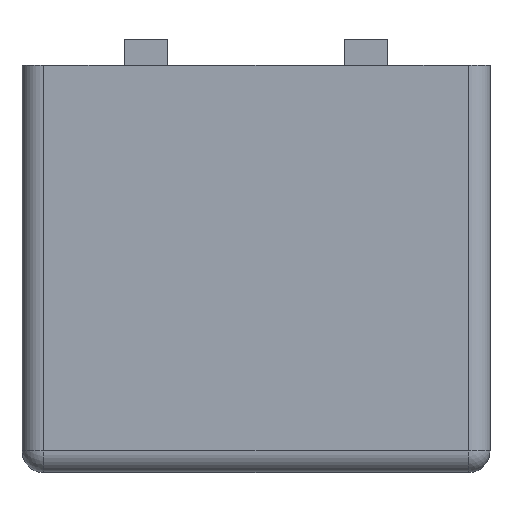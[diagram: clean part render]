
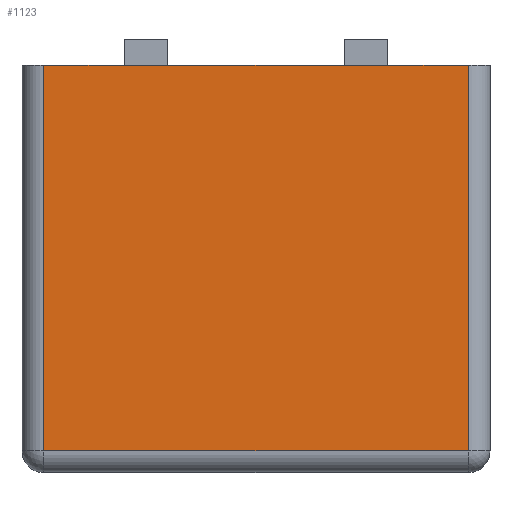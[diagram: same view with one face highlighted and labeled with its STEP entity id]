
A CAD part, front view. The second image highlights one B-rep face of the part: STEP entity #1123.
In plain terms, the highlighted planar face has unit normal (0, -1, 0).
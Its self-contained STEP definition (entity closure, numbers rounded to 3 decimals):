
#355=DIRECTION('',(0.,0.,1.));
#356=VECTOR('',#355,4.45);
#357=CARTESIAN_POINT('',(-2.45,-3.65,-2.1));
#358=LINE('',#357,#356);
#359=DIRECTION('',(1.,0.,0.));
#360=VECTOR('',#359,0.93);
#361=CARTESIAN_POINT('',(-2.45,-3.65,2.35));
#362=LINE('',#361,#360);
#363=DIRECTION('',(1.,0.,0.));
#364=VECTOR('',#363,0.5);
#365=CARTESIAN_POINT('',(-1.52,-3.65,2.35));
#366=LINE('',#365,#364);
#367=DIRECTION('',(1.,0.,0.));
#368=VECTOR('',#367,2.04);
#369=CARTESIAN_POINT('',(-1.02,-3.65,2.35));
#370=LINE('',#369,#368);
#371=DIRECTION('',(1.,0.,0.));
#372=VECTOR('',#371,0.5);
#373=CARTESIAN_POINT('',(1.02,-3.65,2.35));
#374=LINE('',#373,#372);
#375=DIRECTION('',(1.,0.,0.));
#376=VECTOR('',#375,0.93);
#377=CARTESIAN_POINT('',(1.52,-3.65,2.35));
#378=LINE('',#377,#376);
#379=DIRECTION('',(0.,0.,-1.));
#380=VECTOR('',#379,4.45);
#381=CARTESIAN_POINT('',(2.45,-3.65,2.35));
#382=LINE('',#381,#380);
#383=DIRECTION('',(-1.,0.,0.));
#384=VECTOR('',#383,4.9);
#385=CARTESIAN_POINT('',(2.45,-3.65,-2.1));
#386=LINE('',#385,#384);
#477=CARTESIAN_POINT('',(1.02,-3.65,2.35));
#478=VERTEX_POINT('',#477);
#479=CARTESIAN_POINT('',(1.52,-3.65,2.35));
#480=VERTEX_POINT('',#479);
#485=CARTESIAN_POINT('',(-1.52,-3.65,2.35));
#487=VERTEX_POINT('',#485);
#489=CARTESIAN_POINT('',(-1.02,-3.65,2.35));
#491=VERTEX_POINT('',#489);
#498=CARTESIAN_POINT('',(-2.45,-3.65,2.35));
#500=VERTEX_POINT('',#498);
#501=CARTESIAN_POINT('',(-2.45,-3.65,-2.1));
#502=VERTEX_POINT('',#501);
#531=CARTESIAN_POINT('',(2.45,-3.65,-2.1));
#532=VERTEX_POINT('',#531);
#533=CARTESIAN_POINT('',(2.45,-3.65,2.35));
#535=VERTEX_POINT('',#533);
#1106=CARTESIAN_POINT('',(-2.7,-3.65,2.35));
#1107=DIRECTION('',(0.,-1.,0.));
#1108=DIRECTION('',(0.,0.,-1.));
#1109=AXIS2_PLACEMENT_3D('',#1106,#1107,#1108);
#1110=PLANE('',#1109);
#1111=ORIENTED_EDGE('',*,*,#560,.T.);
#1112=ORIENTED_EDGE('',*,*,#617,.T.);
#1113=ORIENTED_EDGE('',*,*,#799,.T.);
#1114=ORIENTED_EDGE('',*,*,#609,.T.);
#1115=ORIENTED_EDGE('',*,*,#815,.T.);
#1116=ORIENTED_EDGE('',*,*,#601,.T.);
#1118=ORIENTED_EDGE('',*,*,#1117,.T.);
#1120=ORIENTED_EDGE('',*,*,#1119,.T.);
#1121=EDGE_LOOP('',(#1111,#1112,#1113,#1114,#1115,#1116,#1118,#1120));
#1122=FACE_OUTER_BOUND('',#1121,.F.);
#560=EDGE_CURVE('',#502,#500,#358,.T.);
#601=EDGE_CURVE('',#480,#535,#378,.T.);
#609=EDGE_CURVE('',#491,#478,#370,.T.);
#617=EDGE_CURVE('',#500,#487,#362,.T.);
#799=EDGE_CURVE('',#487,#491,#366,.T.);
#815=EDGE_CURVE('',#478,#480,#374,.T.);
#1117=EDGE_CURVE('',#535,#532,#382,.T.);
#1119=EDGE_CURVE('',#532,#502,#386,.T.);
#1123=ADVANCED_FACE('',(#1122),#1110,.T.);
